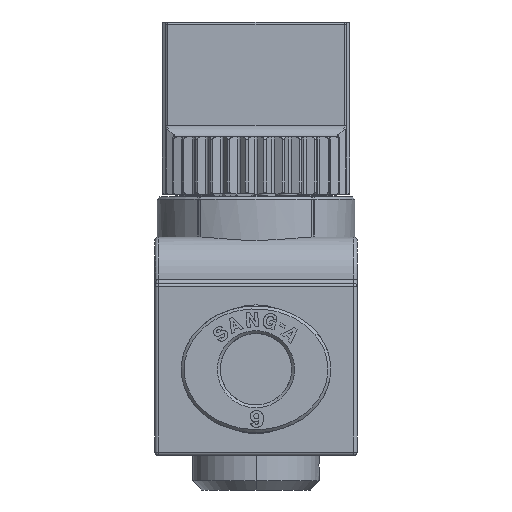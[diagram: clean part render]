
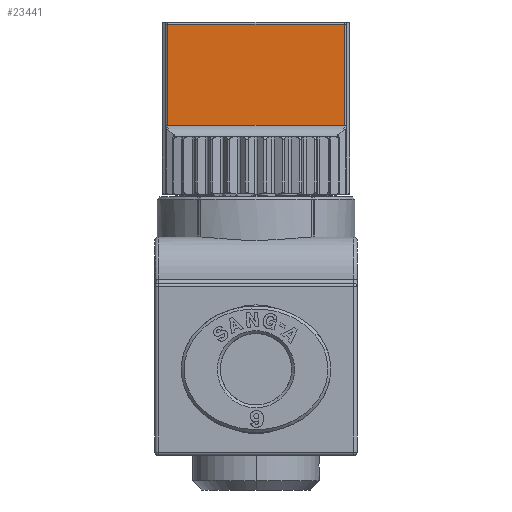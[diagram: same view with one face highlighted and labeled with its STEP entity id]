
A CAD part, left-side view. The second image highlights one B-rep face of the part: STEP entity #23441.
In plain terms, the highlighted planar face has unit normal (-1, 0, 0).
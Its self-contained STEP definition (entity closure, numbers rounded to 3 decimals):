
#20683=CARTESIAN_POINT('',(-2.5,1.138,19.2));
#20684=VERTEX_POINT('',#20683);
#20889=CARTESIAN_POINT('',(-2.5,16.462,19.2));
#20890=VERTEX_POINT('',#20889);
#20891=CARTESIAN_POINT('',(-2.5,1.138,19.2));
#20892=DIRECTION('',(0.0,1.0,0.0));
#20893=VECTOR('',#20892,15.324);
#20894=LINE('',#20891,#20893);
#20895=EDGE_CURVE('',#20684,#20890,#20894,.T.);
#23221=CARTESIAN_POINT('',(-2.5,1.138,28.));
#23222=VERTEX_POINT('',#23221);
#23231=CARTESIAN_POINT('',(-2.5,16.462,28.));
#23232=VERTEX_POINT('',#23231);
#23240=CARTESIAN_POINT('',(-2.5,16.462,28.));
#23241=DIRECTION('',(0.0,-1.0,0.0));
#23242=VECTOR('',#23241,15.324);
#23243=LINE('',#23240,#23242);
#23244=EDGE_CURVE('',#23232,#23222,#23243,.T.);
#23404=CARTESIAN_POINT('',(-2.5,16.462,19.2));
#23405=DIRECTION('',(0.0,0.0,1.0));
#23406=VECTOR('',#23405,8.8);
#23407=LINE('',#23404,#23406);
#23408=EDGE_CURVE('',#20890,#23232,#23407,.T.);
#23419=CARTESIAN_POINT('',(-2.5,1.138,28.));
#23420=DIRECTION('',(0.0,0.0,-1.0));
#23421=VECTOR('',#23420,8.8);
#23422=LINE('',#23419,#23421);
#23423=EDGE_CURVE('',#23222,#20684,#23422,.T.);
#23430=CARTESIAN_POINT('',(-2.5,0.99,18.2));
#23431=DIRECTION('',(-1.0,0.0,0.0));
#23432=DIRECTION('',(0.0,0.0,-1.0));
#23433=AXIS2_PLACEMENT_3D('',#23430,#23431,#23432);
#23434=PLANE('',#23433);
#23435=ORIENTED_EDGE('',*,*,#23244,.F.);
#23436=ORIENTED_EDGE('',*,*,#23408,.F.);
#23437=ORIENTED_EDGE('',*,*,#20895,.F.);
#23438=ORIENTED_EDGE('',*,*,#23423,.F.);
#23439=EDGE_LOOP('',(#23435,#23436,#23437,#23438));
#23440=FACE_OUTER_BOUND('',#23439,.T.);
#23441=ADVANCED_FACE('',(#23440),#23434,.T.);
